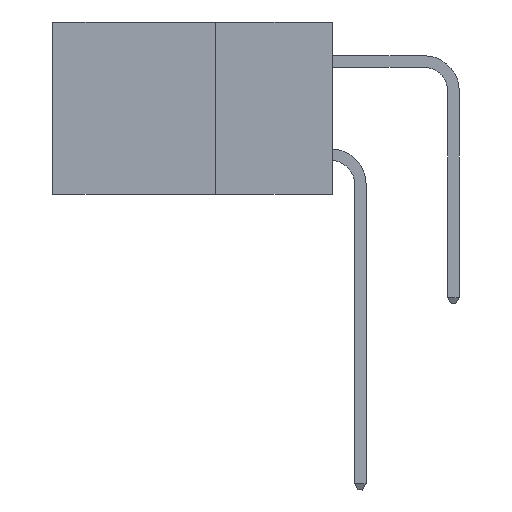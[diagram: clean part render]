
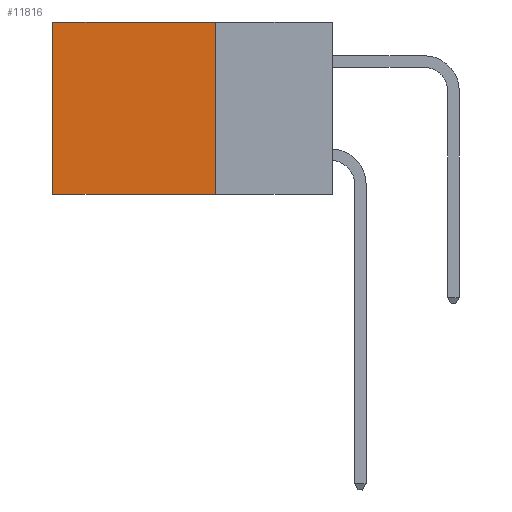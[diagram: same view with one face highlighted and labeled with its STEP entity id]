
A CAD part, left-side view. The second image highlights one B-rep face of the part: STEP entity #11816.
In plain terms, the highlighted planar face has unit normal (-1, 0, 0).
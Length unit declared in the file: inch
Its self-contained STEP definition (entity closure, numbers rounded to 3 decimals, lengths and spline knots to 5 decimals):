
#2 = VECTOR ( 'NONE', #29137, 39.37008 ) ;
#1745 = VERTEX_POINT ( 'NONE', #23752 ) ;
#2182 = VERTEX_POINT ( 'NONE', #4486 ) ;
#2289 = DIRECTION ( 'NONE',  ( 1., 0., 0. ) ) ;
#2413 = LINE ( 'NONE', #26578, #2 ) ;
#2707 = LINE ( 'NONE', #5083, #29078 ) ;
#2979 = VERTEX_POINT ( 'NONE', #16584 ) ;
#3383 = EDGE_CURVE ( 'NONE', #2979, #30923, #2707, .T. ) ;
#4486 = CARTESIAN_POINT ( 'NONE',  ( 0.298, 0.6, -0.37 ) ) ;
#5083 = CARTESIAN_POINT ( 'NONE',  ( 0.298, 0.25, 0. ) ) ;
#7652 = DIRECTION ( 'NONE',  ( 0., 0., -1. ) ) ;
#10655 = EDGE_CURVE ( 'NONE', #2979, #1745, #22564, .T. ) ;
#11816 = ADVANCED_FACE ( 'NONE', ( #22277 ), #25639, .F. ) ;
#12554 = DIRECTION ( 'NONE',  ( 0., 0., -1. ) ) ;
#12863 = CARTESIAN_POINT ( 'NONE',  ( 0.298, 0.25, 0. ) ) ;
#16584 = CARTESIAN_POINT ( 'NONE',  ( 0.298, 0.25, 0. ) ) ;
#17681 = CARTESIAN_POINT ( 'NONE',  ( 0.298, 0.25, 0. ) ) ;
#18483 = VECTOR ( 'NONE', #18813, 39.37008 ) ;
#18813 = DIRECTION ( 'NONE',  ( 0., 0., -1. ) ) ;
#19157 = ORIENTED_EDGE ( 'NONE', *, *, #10655, .T. ) ;
#19356 = VECTOR ( 'NONE', #20714, 39.37008 ) ;
#19430 = EDGE_CURVE ( 'NONE', #1745, #2182, #32083, .T. ) ;
#20714 = DIRECTION ( 'NONE',  ( 0., 1., 0. ) ) ;
#21034 = EDGE_CURVE ( 'NONE', #30923, #2182, #2413, .T. ) ;
#21267 = CARTESIAN_POINT ( 'NONE',  ( 0.298, 0.25, -0.37 ) ) ;
#21537 = CARTESIAN_POINT ( 'NONE',  ( 0.298, 0.6, 0. ) ) ;
#21628 = EDGE_LOOP ( 'NONE', ( #22800, #31950, #26649, #19157 ) ) ;
#22277 = FACE_OUTER_BOUND ( 'NONE', #21628, .T. ) ;
#22564 = LINE ( 'NONE', #12863, #19356 ) ;
#22800 = ORIENTED_EDGE ( 'NONE', *, *, #19430, .T. ) ;
#23752 = CARTESIAN_POINT ( 'NONE',  ( 0.298, 0.6, 0. ) ) ;
#25550 = AXIS2_PLACEMENT_3D ( 'NONE', #17681, #2289, #12554 ) ;
#25639 = PLANE ( 'NONE',  #25550 ) ;
#26578 = CARTESIAN_POINT ( 'NONE',  ( 0.298, 0.25, -0.37 ) ) ;
#26649 = ORIENTED_EDGE ( 'NONE', *, *, #3383, .F. ) ;
#29078 = VECTOR ( 'NONE', #7652, 39.37008 ) ;
#29137 = DIRECTION ( 'NONE',  ( 0., 1., 0. ) ) ;
#30923 = VERTEX_POINT ( 'NONE', #21267 ) ;
#31950 = ORIENTED_EDGE ( 'NONE', *, *, #21034, .F. ) ;
#32083 = LINE ( 'NONE', #21537, #18483 ) ;
